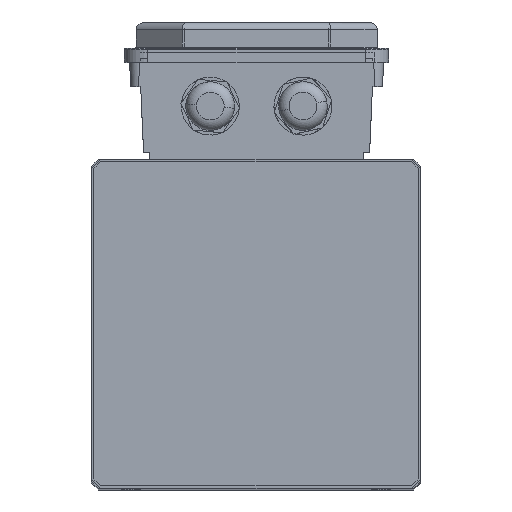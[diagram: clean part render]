
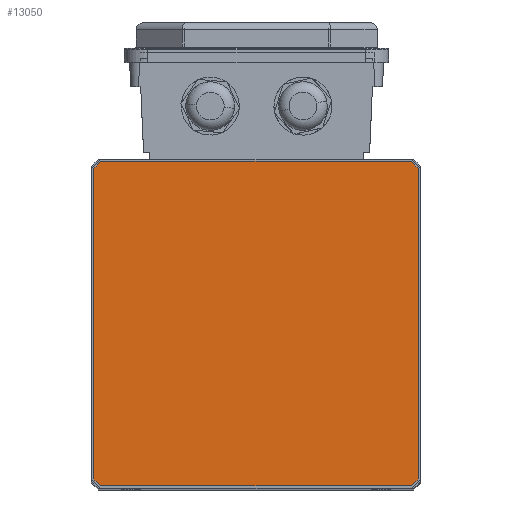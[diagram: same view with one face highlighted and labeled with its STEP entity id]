
A CAD part, top view. The second image highlights one B-rep face of the part: STEP entity #13050.
In plain terms, the highlighted face is planar.
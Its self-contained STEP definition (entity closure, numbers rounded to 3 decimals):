
#784 = CARTESIAN_POINT ( 'NONE',  ( 67., 70., -8. ) ) ;
#1758 = VECTOR ( 'NONE', #27045, 1000. ) ;
#1844 = CARTESIAN_POINT ( 'NONE',  ( -70., -67., -8. ) ) ;
#1873 = CARTESIAN_POINT ( 'NONE',  ( 70., -70., -8. ) ) ;
#2191 = CARTESIAN_POINT ( 'NONE',  ( 67., -70., -8. ) ) ;
#2260 = VECTOR ( 'NONE', #17004, 1000. ) ;
#3769 = VERTEX_POINT ( 'NONE', #9575 ) ;
#3995 = DIRECTION ( 'NONE',  ( -1., 0., 0. ) ) ;
#4098 = EDGE_CURVE ( 'NONE', #15961, #4775, #13761, .T. ) ;
#4524 = EDGE_CURVE ( 'NONE', #13333, #6909, #25672, .T. ) ;
#4775 = VERTEX_POINT ( 'NONE', #17479 ) ;
#5208 = VECTOR ( 'NONE', #8840, 1000. ) ;
#6001 = EDGE_CURVE ( 'NONE', #14377, #25899, #12424, .T. ) ;
#6697 = VECTOR ( 'NONE', #15301, 1000. ) ;
#6909 = VERTEX_POINT ( 'NONE', #784 ) ;
#7432 = CARTESIAN_POINT ( 'NONE',  ( 70., 67., -8. ) ) ;
#7463 = CARTESIAN_POINT ( 'NONE',  ( -67., -70., -8. ) ) ;
#7858 = EDGE_CURVE ( 'NONE', #25899, #13333, #19623, .T. ) ;
#8414 = ORIENTED_EDGE ( 'NONE', *, *, #16235, .T. ) ;
#8666 = ORIENTED_EDGE ( 'NONE', *, *, #4098, .T. ) ;
#8840 = DIRECTION ( 'NONE',  ( -0.707, -0.707, 0. ) ) ;
#8909 = DIRECTION ( 'NONE',  ( 0.707, 0.707, 0. ) ) ;
#9239 = LINE ( 'NONE', #26045, #16650 ) ;
#9446 = ORIENTED_EDGE ( 'NONE', *, *, #28054, .T. ) ;
#9465 = VERTEX_POINT ( 'NONE', #7463 ) ;
#9575 = CARTESIAN_POINT ( 'NONE',  ( 67., -70., -8. ) ) ;
#10579 = DIRECTION ( 'NONE',  ( 1., 0., 0. ) ) ;
#10861 = DIRECTION ( 'NONE',  ( 0., 0., 1. ) ) ;
#12121 = ORIENTED_EDGE ( 'NONE', *, *, #20491, .T. ) ;
#12424 = LINE ( 'NONE', #17500, #6697 ) ;
#13050 = ADVANCED_FACE ( 'NONE', ( #27731 ), #24094, .F. ) ;
#13180 = ORIENTED_EDGE ( 'NONE', *, *, #6001, .T. ) ;
#13333 = VERTEX_POINT ( 'NONE', #20586 ) ;
#13761 = LINE ( 'NONE', #1873, #2260 ) ;
#14077 = CARTESIAN_POINT ( 'NONE',  ( 70., 67., -8. ) ) ;
#14377 = VERTEX_POINT ( 'NONE', #25107 ) ;
#14622 = ORIENTED_EDGE ( 'NONE', *, *, #7858, .T. ) ;
#14756 = VECTOR ( 'NONE', #10579, 1000. ) ;
#15301 = DIRECTION ( 'NONE',  ( 0., 1., 0. ) ) ;
#15610 = LINE ( 'NONE', #7432, #1758 ) ;
#15961 = VERTEX_POINT ( 'NONE', #14077 ) ;
#16235 = EDGE_CURVE ( 'NONE', #3769, #9465, #9239, .T. ) ;
#16650 = VECTOR ( 'NONE', #3995, 1000. ) ;
#16747 = ORIENTED_EDGE ( 'NONE', *, *, #4524, .T. ) ;
#16760 = CARTESIAN_POINT ( 'NONE',  ( -70., 67., -8. ) ) ;
#17004 = DIRECTION ( 'NONE',  ( 0., -1., 0. ) ) ;
#17479 = CARTESIAN_POINT ( 'NONE',  ( 70., -67., -8. ) ) ;
#17500 = CARTESIAN_POINT ( 'NONE',  ( -70., -70., -8. ) ) ;
#18006 = AXIS2_PLACEMENT_3D ( 'NONE', #21675, #10861, #23823 ) ;
#18849 = ORIENTED_EDGE ( 'NONE', *, *, #27040, .T. ) ;
#19623 = LINE ( 'NONE', #26064, #24726 ) ;
#20491 = EDGE_CURVE ( 'NONE', #6909, #15961, #15610, .T. ) ;
#20586 = CARTESIAN_POINT ( 'NONE',  ( -67., 70., -8. ) ) ;
#20824 = LINE ( 'NONE', #2191, #5208 ) ;
#21675 = CARTESIAN_POINT ( 'NONE',  ( 0., 0., -8. ) ) ;
#22927 = LINE ( 'NONE', #1844, #24941 ) ;
#23489 = EDGE_LOOP ( 'NONE', ( #8666, #9446, #8414, #18849, #13180, #14622, #16747, #12121 ) ) ;
#23555 = CARTESIAN_POINT ( 'NONE',  ( 70., 70., -8. ) ) ;
#23823 = DIRECTION ( 'NONE',  ( 1., 0., 0. ) ) ;
#24094 = PLANE ( 'NONE',  #18006 ) ;
#24726 = VECTOR ( 'NONE', #8909, 1000. ) ;
#24941 = VECTOR ( 'NONE', #26105, 1000. ) ;
#25107 = CARTESIAN_POINT ( 'NONE',  ( -70., -67., -8. ) ) ;
#25672 = LINE ( 'NONE', #23555, #14756 ) ;
#25899 = VERTEX_POINT ( 'NONE', #16760 ) ;
#26045 = CARTESIAN_POINT ( 'NONE',  ( 70., -70., -8. ) ) ;
#26064 = CARTESIAN_POINT ( 'NONE',  ( -67., 70., -8. ) ) ;
#26105 = DIRECTION ( 'NONE',  ( -0.707, 0.707, 0. ) ) ;
#27040 = EDGE_CURVE ( 'NONE', #9465, #14377, #22927, .T. ) ;
#27045 = DIRECTION ( 'NONE',  ( 0.707, -0.707, 0. ) ) ;
#27731 = FACE_OUTER_BOUND ( 'NONE', #23489, .T. ) ;
#28054 = EDGE_CURVE ( 'NONE', #4775, #3769, #20824, .T. ) ;
